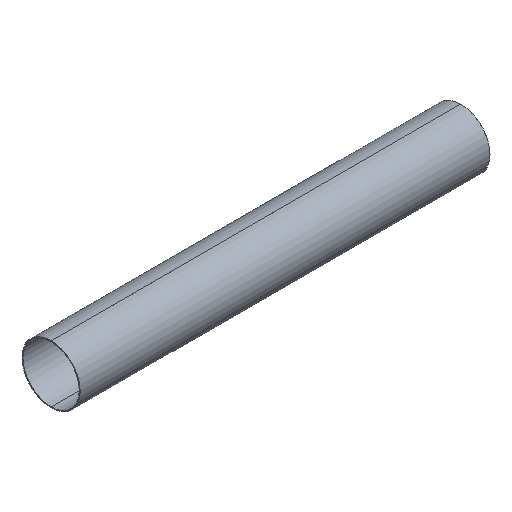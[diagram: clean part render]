
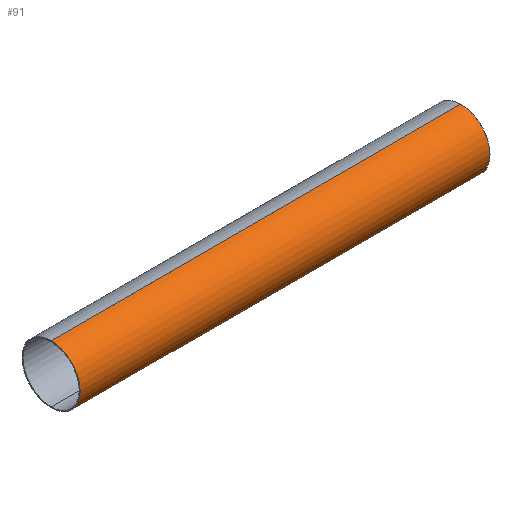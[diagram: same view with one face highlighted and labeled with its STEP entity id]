
A CAD part, isometric view. The second image highlights one B-rep face of the part: STEP entity #91.
In plain terms, the highlighted cylindrical face has radius 355 mm (diameter 710 mm), a partial arc.
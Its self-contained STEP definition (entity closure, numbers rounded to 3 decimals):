
#55 = EDGE_CURVE( '', #77, #69, #126, .T. );
#61 = VERTEX_POINT( '', #134 );
#63 = VERTEX_POINT( '', #136 );
#69 = VERTEX_POINT( '', #142 );
#75 = EDGE_CURVE( '', #63, #61, #148, .T. );
#77 = VERTEX_POINT( '', #150 );
#83 = EDGE_CURVE( '', #61, #77, #157, .T. );
#91 = ADVANCED_FACE( '', ( #165 ), #166, .T. );
#93 = EDGE_CURVE( '', #69, #63, #168, .T. );
#126 = LINE( '', #196, #197 );
#134 = CARTESIAN_POINT( '', ( 0., 0., 355. ) );
#136 = CARTESIAN_POINT( '', ( 5000., 0., 355. ) );
#142 = CARTESIAN_POINT( '', ( 5000., 0., -355. ) );
#148 = LINE( '', #223, #224 );
#150 = CARTESIAN_POINT( '', ( 0., 0., -355. ) );
#157 = CIRCLE( '', #234, 355. );
#165 = FACE_OUTER_BOUND( '', #246, .T. );
#166 = CYLINDRICAL_SURFACE( '', #247, 355. );
#168 = CIRCLE( '', #250, 355. );
#196 = CARTESIAN_POINT( '', ( 0., 0., -355. ) );
#197 = VECTOR( '', #277, 1. );
#223 = CARTESIAN_POINT( '', ( 0., 0., 355. ) );
#224 = VECTOR( '', #294, 1. );
#234 = AXIS2_PLACEMENT_3D( '', #303, #304, #305 );
#246 = EDGE_LOOP( '', ( #314, #315, #316, #317 ) );
#247 = AXIS2_PLACEMENT_3D( '', #318, #319, #320 );
#250 = AXIS2_PLACEMENT_3D( '', #321, #322, #323 );
#277 = DIRECTION( '', ( 1., 0., 0. ) );
#294 = DIRECTION( '', ( -1., 0., 0. ) );
#303 = CARTESIAN_POINT( '', ( 0., 0., 0. ) );
#304 = DIRECTION( '', ( 1., 0., 0. ) );
#305 = DIRECTION( '', ( 0., 0., -1. ) );
#314 = ORIENTED_EDGE( '', *, *, #55, .T. );
#315 = ORIENTED_EDGE( '', *, *, #93, .T. );
#316 = ORIENTED_EDGE( '', *, *, #75, .T. );
#317 = ORIENTED_EDGE( '', *, *, #83, .T. );
#318 = CARTESIAN_POINT( '', ( 0., 0., 0. ) );
#319 = DIRECTION( '', ( -1., 0., 0. ) );
#320 = DIRECTION( '', ( 0., 0., -1. ) );
#321 = CARTESIAN_POINT( '', ( 5000., 0., 0. ) );
#322 = DIRECTION( '', ( -1., 0., 0. ) );
#323 = DIRECTION( '', ( 0., 0., -1. ) );
